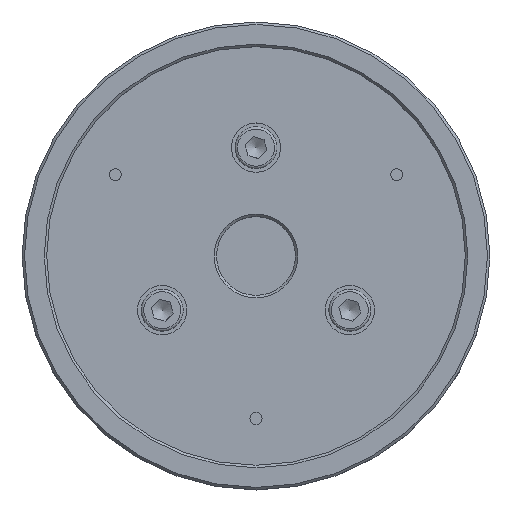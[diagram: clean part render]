
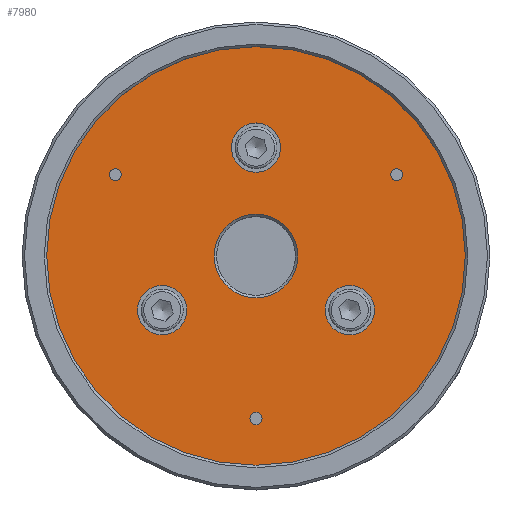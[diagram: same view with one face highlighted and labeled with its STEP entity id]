
A CAD part, top view. The second image highlights one B-rep face of the part: STEP entity #7980.
In plain terms, the highlighted face is planar.
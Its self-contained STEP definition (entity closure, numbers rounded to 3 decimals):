
#1384=PLANE('',#8826);
#1568=FACE_BOUND('',#2858,.T.);
#1569=FACE_BOUND('',#2859,.T.);
#1570=FACE_BOUND('',#2860,.T.);
#1571=FACE_BOUND('',#2861,.T.);
#1572=FACE_BOUND('',#2862,.T.);
#1573=FACE_BOUND('',#2863,.T.);
#1574=FACE_BOUND('',#2864,.T.);
#2213=FACE_OUTER_BOUND('',#2857,.T.);
#2857=EDGE_LOOP('',(#6957));
#2858=EDGE_LOOP('',(#6958));
#2859=EDGE_LOOP('',(#6959));
#2860=EDGE_LOOP('',(#6960));
#2861=EDGE_LOOP('',(#6961));
#2862=EDGE_LOOP('',(#6962));
#2863=EDGE_LOOP('',(#6963));
#2864=EDGE_LOOP('',(#6964));
#3274=CIRCLE('',#8802,42.5);
#3289=CIRCLE('',#8825,8.5);
#3290=CIRCLE('',#8827,1.23);
#3291=CIRCLE('',#8828,1.23);
#3292=CIRCLE('',#8829,1.23);
#3293=CIRCLE('',#8830,5.);
#3294=CIRCLE('',#8831,5.);
#3295=CIRCLE('',#8832,5.);
#3973=VERTEX_POINT('',#14020);
#3988=VERTEX_POINT('',#14058);
#3989=VERTEX_POINT('',#14061);
#3990=VERTEX_POINT('',#14063);
#3991=VERTEX_POINT('',#14065);
#3992=VERTEX_POINT('',#14067);
#3993=VERTEX_POINT('',#14069);
#3994=VERTEX_POINT('',#14071);
#4974=EDGE_CURVE('',#3973,#3973,#3274,.T.);
#4989=EDGE_CURVE('',#3988,#3988,#3289,.T.);
#4990=EDGE_CURVE('',#3989,#3989,#3290,.T.);
#4991=EDGE_CURVE('',#3990,#3990,#3291,.T.);
#4992=EDGE_CURVE('',#3991,#3991,#3292,.T.);
#4993=EDGE_CURVE('',#3992,#3992,#3293,.T.);
#4994=EDGE_CURVE('',#3993,#3993,#3294,.T.);
#4995=EDGE_CURVE('',#3994,#3994,#3295,.T.);
#6957=ORIENTED_EDGE('',*,*,#4974,.T.);
#6958=ORIENTED_EDGE('',*,*,#4990,.T.);
#6959=ORIENTED_EDGE('',*,*,#4991,.T.);
#6960=ORIENTED_EDGE('',*,*,#4992,.T.);
#6961=ORIENTED_EDGE('',*,*,#4993,.T.);
#6962=ORIENTED_EDGE('',*,*,#4994,.T.);
#6963=ORIENTED_EDGE('',*,*,#4995,.T.);
#6964=ORIENTED_EDGE('',*,*,#4989,.F.);
#7980=ADVANCED_FACE('',(#2213,#1568,#1569,#1570,#1571,#1572,#1573,#1574),
#1384,.T.);
#8802=AXIS2_PLACEMENT_3D('',#14021,#10939,#10940);
#8825=AXIS2_PLACEMENT_3D('',#14059,#10985,#10986);
#8826=AXIS2_PLACEMENT_3D('',#14060,#10987,#10988);
#8827=AXIS2_PLACEMENT_3D('',#14062,#10989,#10990);
#8828=AXIS2_PLACEMENT_3D('',#14064,#10991,#10992);
#8829=AXIS2_PLACEMENT_3D('',#14066,#10993,#10994);
#8830=AXIS2_PLACEMENT_3D('',#14068,#10995,#10996);
#8831=AXIS2_PLACEMENT_3D('',#14070,#10997,#10998);
#8832=AXIS2_PLACEMENT_3D('',#14072,#10999,#11000);
#10939=DIRECTION('center_axis',(1.,0.,0.));
#10940=DIRECTION('ref_axis',(0.,0.,-1.));
#10985=DIRECTION('center_axis',(1.,0.,0.));
#10986=DIRECTION('ref_axis',(0.,-1.,0.));
#10987=DIRECTION('center_axis',(1.,0.,0.));
#10988=DIRECTION('ref_axis',(0.,0.,-1.));
#10989=DIRECTION('center_axis',(-1.,0.,0.));
#10990=DIRECTION('ref_axis',(0.,0.,-1.));
#10991=DIRECTION('center_axis',(-1.,0.,0.));
#10992=DIRECTION('ref_axis',(0.,0.866,0.5));
#10993=DIRECTION('center_axis',(-1.,0.,0.));
#10994=DIRECTION('ref_axis',(0.,-0.866,0.5));
#10995=DIRECTION('center_axis',(-1.,0.,0.));
#10996=DIRECTION('ref_axis',(0.,0.,-1.));
#10997=DIRECTION('center_axis',(-1.,0.,0.));
#10998=DIRECTION('ref_axis',(0.,0.866,0.5));
#10999=DIRECTION('center_axis',(-1.,0.,0.));
#11000=DIRECTION('ref_axis',(0.,-0.866,0.5));
#14020=CARTESIAN_POINT('',(-3.137,39.119,0.));
#14021=CARTESIAN_POINT('Origin',(-3.137,-3.381,0.));
#14058=CARTESIAN_POINT('',(-3.137,5.119,0.));
#14059=CARTESIAN_POINT('Origin',(-3.137,-3.381,0.));
#14060=CARTESIAN_POINT('Origin',(-3.137,4.619,0.));
#14061=CARTESIAN_POINT('',(-3.137,29.619,-1.23));
#14062=CARTESIAN_POINT('Origin',(-3.137,29.619,0.));
#14063=CARTESIAN_POINT('',(-3.137,-18.816,29.194));
#14064=CARTESIAN_POINT('Origin',(-3.137,-19.881,28.579));
#14065=CARTESIAN_POINT('',(-3.137,-20.946,-27.964));
#14066=CARTESIAN_POINT('Origin',(-3.137,-19.881,-28.579));
#14067=CARTESIAN_POINT('',(-3.137,-25.381,-5.));
#14068=CARTESIAN_POINT('Origin',(-3.137,-25.381,0.));
#14069=CARTESIAN_POINT('',(-3.137,11.949,-16.553));
#14070=CARTESIAN_POINT('Origin',(-3.137,7.619,-19.053));
#14071=CARTESIAN_POINT('',(-3.137,3.289,21.553));
#14072=CARTESIAN_POINT('Origin',(-3.137,7.619,19.053));
